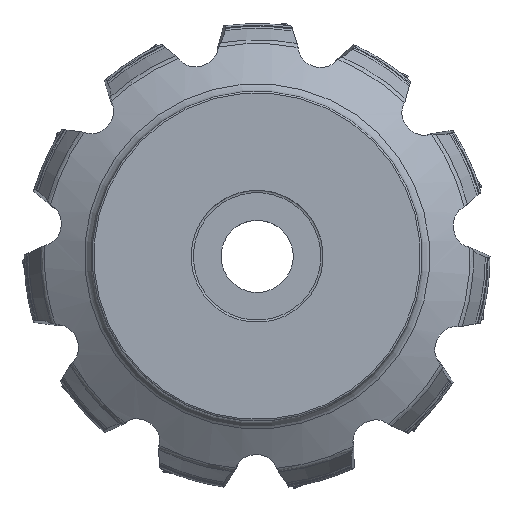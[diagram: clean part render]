
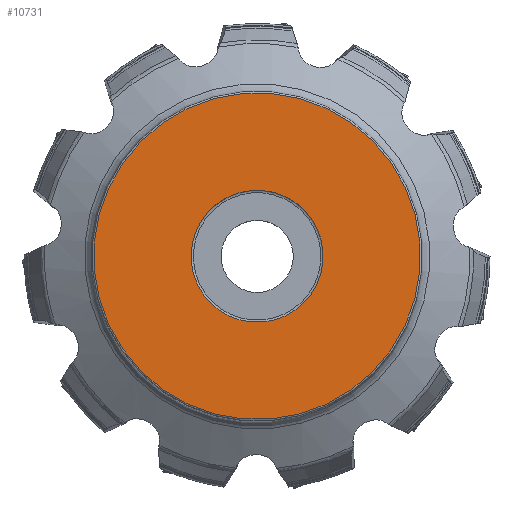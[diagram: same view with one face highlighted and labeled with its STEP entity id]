
A CAD part, top view. The second image highlights one B-rep face of the part: STEP entity #10731.
In plain terms, the highlighted planar face has unit normal (0, 0, 1).
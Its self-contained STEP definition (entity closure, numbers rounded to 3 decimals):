
#3545=FACE_BOUND('',#21174,.T.);
#3546=FACE_BOUND('',#21175,.T.);
#10731=ADVANCED_FACE('CU_BACK_F001',(#3545,#3546),#11693,.F.);
#11693=PLANE('',#85550);
#21174=EDGE_LOOP('',(#50961));
#21175=EDGE_LOOP('',(#50962));
#24838=CIRCLE('',#78235,16.006);
#28030=CIRCLE('',#85548,39.6);
#50961=ORIENTED_EDGE('',*,*,#60240,.F.);
#50962=ORIENTED_EDGE('',*,*,#69903,.T.);
#52651=VERTEX_POINT('',#116632);
#58313=VERTEX_POINT('',#176670);
#60240=EDGE_CURVE('',#52651,#52651,#24838,.T.);
#69903=EDGE_CURVE('',#58313,#58313,#28030,.T.);
#78235=AXIS2_PLACEMENT_3D('',#116631,#88367,#88368);
#85548=AXIS2_PLACEMENT_3D('',#176669,#106032,#106033);
#85550=AXIS2_PLACEMENT_3D('',#176672,#106036,#106037);
#88367=DIRECTION('',(0.,0.,1.));
#88368=DIRECTION('',(0.966,0.259,0.));
#106032=DIRECTION('',(0.,0.,1.));
#106033=DIRECTION('',(0.966,0.259,0.));
#106036=DIRECTION('',(0.,0.,-1.));
#106037=DIRECTION('',(-0.966,-0.259,0.));
#116631=CARTESIAN_POINT('',(0.,0.,
0.));
#116632=CARTESIAN_POINT('',(15.461,4.143,0.));
#176669=CARTESIAN_POINT('',(0.,0.,
0.));
#176670=CARTESIAN_POINT('',(38.251,10.249,0.));
#176672=CARTESIAN_POINT('',(-39.,0.,0.));
